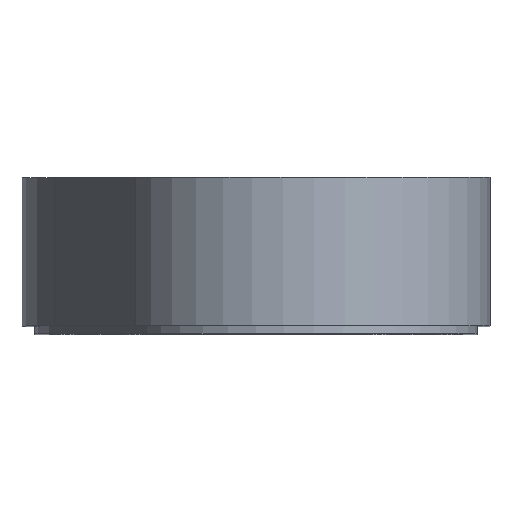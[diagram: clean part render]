
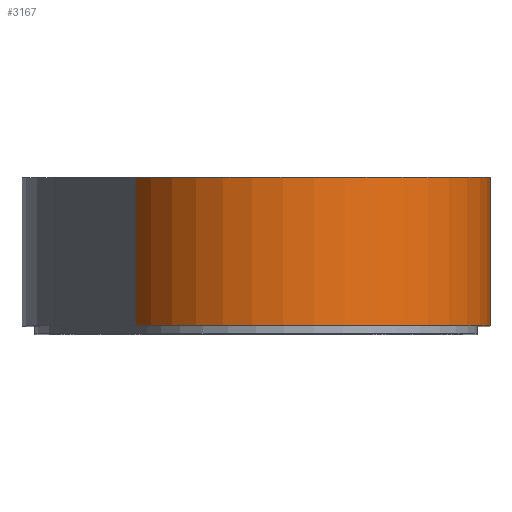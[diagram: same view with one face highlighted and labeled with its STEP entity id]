
A CAD part, top view. The second image highlights one B-rep face of the part: STEP entity #3167.
In plain terms, the highlighted cylindrical face has radius 12 mm (diameter 24 mm), a partial arc.
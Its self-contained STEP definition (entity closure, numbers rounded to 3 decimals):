
#56=CIRCLE('',#3211,12.);
#143=CIRCLE('',#3399,12.);
#194=CYLINDRICAL_SURFACE('',#3460,12.);
#360=FACE_OUTER_BOUND('',#540,.T.);
#540=EDGE_LOOP('',(#2865,#2866,#2867,#2868));
#874=LINE('',#5299,#1208);
#875=LINE('',#5301,#1209);
#1208=VECTOR('',#4373,10.);
#1209=VECTOR('',#4376,10.);
#1251=VERTEX_POINT('',#4500);
#1252=VERTEX_POINT('',#4501);
#1465=VERTEX_POINT('',#5130);
#1466=VERTEX_POINT('',#5132);
#1562=EDGE_CURVE('',#1251,#1252,#56,.T.);
#1878=EDGE_CURVE('',#1465,#1466,#143,.T.);
#1960=EDGE_CURVE('',#1465,#1251,#874,.T.);
#1961=EDGE_CURVE('',#1466,#1252,#875,.T.);
#2865=ORIENTED_EDGE('',*,*,#1562,.T.);
#2866=ORIENTED_EDGE('',*,*,#1961,.F.);
#2867=ORIENTED_EDGE('',*,*,#1878,.F.);
#2868=ORIENTED_EDGE('',*,*,#1960,.T.);
#3167=ADVANCED_FACE('',(#360),#194,.T.);
#3211=AXIS2_PLACEMENT_3D('',#4502,#3580,#3581);
#3399=AXIS2_PLACEMENT_3D('',#5133,#4185,#4186);
#3460=AXIS2_PLACEMENT_3D('',#5300,#4374,#4375);
#3580=DIRECTION('center_axis',(0.,1.,0.));
#3581=DIRECTION('ref_axis',(-0.896,0.,0.443));
#4185=DIRECTION('center_axis',(0.,1.,0.));
#4186=DIRECTION('ref_axis',(-0.896,0.,0.443));
#4373=DIRECTION('',(0.,-1.,0.));
#4374=DIRECTION('center_axis',(0.,-1.,0.));
#4375=DIRECTION('ref_axis',(-0.896,0.,0.443));
#4376=DIRECTION('',(0.,-1.,0.));
#4500=CARTESIAN_POINT('',(7.244,-9.5,54.321));
#4501=CARTESIAN_POINT('',(30.,-9.5,49.));
#4502=CARTESIAN_POINT('Origin',(18.,-9.5,49.));
#5130=CARTESIAN_POINT('',(7.244,0.,54.321));
#5132=CARTESIAN_POINT('',(30.,0.,49.));
#5133=CARTESIAN_POINT('Origin',(18.,0.,49.));
#5299=CARTESIAN_POINT('',(7.244,0.,54.321));
#5300=CARTESIAN_POINT('Origin',(18.,0.,49.));
#5301=CARTESIAN_POINT('',(30.,0.,49.));
